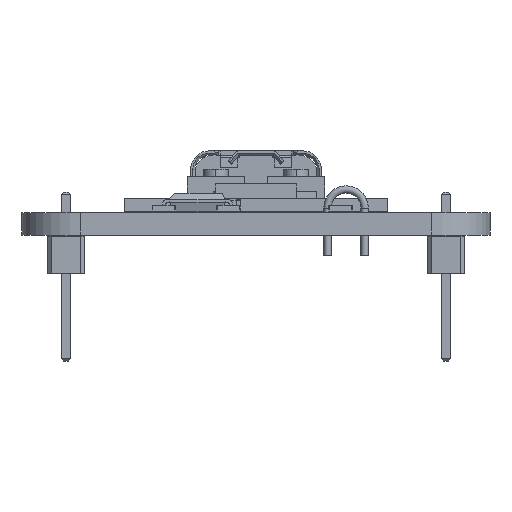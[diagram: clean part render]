
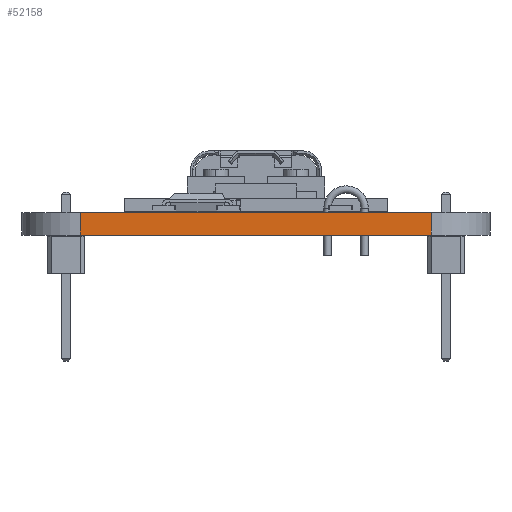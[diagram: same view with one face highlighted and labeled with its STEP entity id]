
A CAD part, front view. The second image highlights one B-rep face of the part: STEP entity #52158.
In plain terms, the highlighted planar face has unit normal (0, -1, 0).
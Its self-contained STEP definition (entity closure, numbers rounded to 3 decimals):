
#51191 = VERTEX_POINT('',#51192);
#51192 = CARTESIAN_POINT('',(103.,-148.5,0.));
#51199 = EDGE_CURVE('',#51200,#51191,#51202,.T.);
#51200 = VERTEX_POINT('',#51201);
#51201 = CARTESIAN_POINT('',(127.,-148.5,0.));
#51202 = LINE('',#51203,#51204);
#51203 = CARTESIAN_POINT('',(127.,-148.5,0.));
#51204 = VECTOR('',#51205,1.);
#51205 = DIRECTION('',(-1.,0.,0.));
#51661 = VERTEX_POINT('',#51662);
#51662 = CARTESIAN_POINT('',(103.,-148.5,1.51));
#51669 = EDGE_CURVE('',#51670,#51661,#51672,.T.);
#51670 = VERTEX_POINT('',#51671);
#51671 = CARTESIAN_POINT('',(127.,-148.5,1.51));
#51672 = LINE('',#51673,#51674);
#51673 = CARTESIAN_POINT('',(127.,-148.5,1.51));
#51674 = VECTOR('',#51675,1.);
#51675 = DIRECTION('',(-1.,0.,0.));
#52130 = EDGE_CURVE('',#51200,#51670,#52131,.T.);
#52131 = LINE('',#52132,#52133);
#52132 = CARTESIAN_POINT('',(127.,-148.5,0.));
#52133 = VECTOR('',#52134,1.);
#52134 = DIRECTION('',(0.,0.,1.));
#52158 = ADVANCED_FACE('',(#52159),#52170,.T.);
#52159 = FACE_BOUND('',#52160,.T.);
#52160 = EDGE_LOOP('',(#52161,#52162,#52163,#52169));
#52161 = ORIENTED_EDGE('',*,*,#52130,.T.);
#52162 = ORIENTED_EDGE('',*,*,#51669,.T.);
#52163 = ORIENTED_EDGE('',*,*,#52164,.F.);
#52164 = EDGE_CURVE('',#51191,#51661,#52165,.T.);
#52165 = LINE('',#52166,#52167);
#52166 = CARTESIAN_POINT('',(103.,-148.5,0.));
#52167 = VECTOR('',#52168,1.);
#52168 = DIRECTION('',(0.,0.,1.));
#52169 = ORIENTED_EDGE('',*,*,#51199,.F.);
#52170 = PLANE('',#52171);
#52171 = AXIS2_PLACEMENT_3D('',#52172,#52173,#52174);
#52172 = CARTESIAN_POINT('',(127.,-148.5,0.));
#52173 = DIRECTION('',(0.,-1.,0.));
#52174 = DIRECTION('',(-1.,0.,0.));
